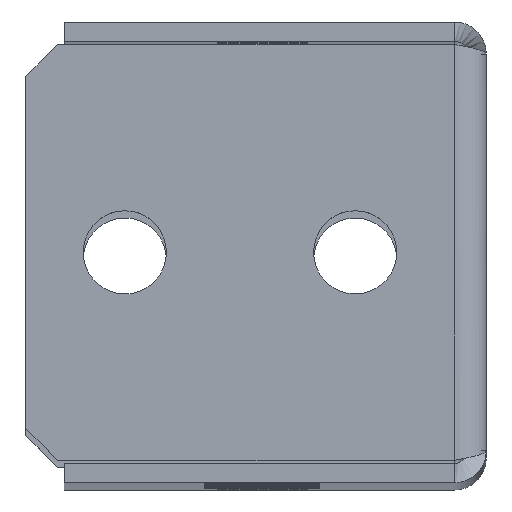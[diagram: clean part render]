
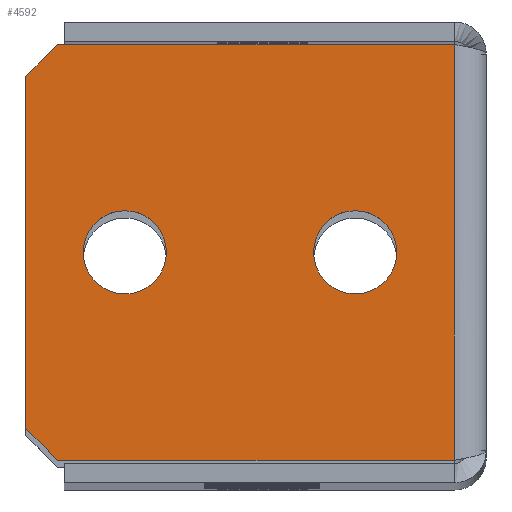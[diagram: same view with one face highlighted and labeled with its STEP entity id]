
A CAD part, top view. The second image highlights one B-rep face of the part: STEP entity #4592.
In plain terms, the highlighted planar face has unit normal (0, 0, 1).
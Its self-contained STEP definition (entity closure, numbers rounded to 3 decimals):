
#125 = CARTESIAN_POINT ( 'NONE',  ( 1.5, -18., 326.5 ) ) ;
#306 = AXIS2_PLACEMENT_3D ( 'NONE', #4800, #5120, #5304 ) ;
#494 = LINE ( 'NONE', #897, #3692 ) ;
#555 = PLANE ( 'NONE',  #4300 ) ;
#800 = VECTOR ( 'NONE', #1678, 1000. ) ;
#841 = EDGE_CURVE ( 'NONE', #4695, #4302, #6199, .T. ) ;
#897 = CARTESIAN_POINT ( 'NONE',  ( 30.5, -1.75, 326.5 ) ) ;
#936 = ORIENTED_EDGE ( 'NONE', *, *, #4037, .T. ) ;
#962 = DIRECTION ( 'NONE',  ( -1., 0., 0. ) ) ;
#1531 = EDGE_CURVE ( 'NONE', #2929, #4302, #1939, .T. ) ;
#1574 = CARTESIAN_POINT ( 'NONE',  ( 30.5, -34.25, 326.5 ) ) ;
#1629 = EDGE_LOOP ( 'NONE', ( #3203 ) ) ;
#1652 = CARTESIAN_POINT ( 'NONE',  ( 0.625, -0.625, 326.5 ) ) ;
#1670 = CIRCLE ( 'NONE', #2512, 3.25 ) ;
#1678 = DIRECTION ( 'NONE',  ( -0.707, -0.707, 0. ) ) ;
#1778 = CARTESIAN_POINT ( 'NONE',  ( 30.5, -1.75, 326.5 ) ) ;
#1899 = DIRECTION ( 'NONE',  ( 0.707, -0.707, 0. ) ) ;
#1922 = VECTOR ( 'NONE', #6833, 1000. ) ;
#1939 = LINE ( 'NONE', #5638, #1922 ) ;
#1963 = ORIENTED_EDGE ( 'NONE', *, *, #4828, .F. ) ;
#2096 = DIRECTION ( 'NONE',  ( -1., 0., 0. ) ) ;
#2111 = CARTESIAN_POINT ( 'NONE',  ( -17.375, -17.375, 326.5 ) ) ;
#2140 = ORIENTED_EDGE ( 'NONE', *, *, #5427, .T. ) ;
#2349 = VECTOR ( 'NONE', #3945, 1000. ) ;
#2508 = LINE ( 'NONE', #4453, #2349 ) ;
#2512 = AXIS2_PLACEMENT_3D ( 'NONE', #6754, #6735, #6710 ) ;
#2617 = EDGE_CURVE ( 'NONE', #3563, #3563, #4594, .T. ) ;
#2848 = ORIENTED_EDGE ( 'NONE', *, *, #3159, .T. ) ;
#2929 = VERTEX_POINT ( 'NONE', #1574 ) ;
#2983 = EDGE_CURVE ( 'NONE', #4540, #5568, #5245, .T. ) ;
#3159 = EDGE_CURVE ( 'NONE', #3853, #4540, #494, .T. ) ;
#3203 = ORIENTED_EDGE ( 'NONE', *, *, #2617, .T. ) ;
#3469 = VERTEX_POINT ( 'NONE', #4402 ) ;
#3563 = VERTEX_POINT ( 'NONE', #125 ) ;
#3607 = DIRECTION ( 'NONE',  ( 0., -1., 0. ) ) ;
#3608 = CARTESIAN_POINT ( 'NONE',  ( -0.5, -1.75, 326.5 ) ) ;
#3692 = VECTOR ( 'NONE', #962, 1000. ) ;
#3702 = FACE_OUTER_BOUND ( 'NONE', #5641, .T. ) ;
#3784 = FACE_BOUND ( 'NONE', #1629, .T. ) ;
#3798 = FACE_BOUND ( 'NONE', #3895, .T. ) ;
#3853 = VERTEX_POINT ( 'NONE', #1778 ) ;
#3895 = EDGE_LOOP ( 'NONE', ( #2140 ) ) ;
#3945 = DIRECTION ( 'NONE',  ( 0., -1., 0. ) ) ;
#4037 = EDGE_CURVE ( 'NONE', #5568, #4695, #4334, .T. ) ;
#4300 = AXIS2_PLACEMENT_3D ( 'NONE', #6384, #6598, #2096 ) ;
#4302 = VERTEX_POINT ( 'NONE', #5555 ) ;
#4334 = LINE ( 'NONE', #6237, #5846 ) ;
#4402 = CARTESIAN_POINT ( 'NONE',  ( 19.5, -18., 326.5 ) ) ;
#4453 = CARTESIAN_POINT ( 'NONE',  ( 30.5, -33.5, 326.5 ) ) ;
#4540 = VERTEX_POINT ( 'NONE', #3608 ) ;
#4556 = ORIENTED_EDGE ( 'NONE', *, *, #2983, .T. ) ;
#4592 = ADVANCED_FACE ( 'NONE', ( #3798, #3784, #3702 ), #555, .F. ) ;
#4594 = CIRCLE ( 'NONE', #306, 3.25 ) ;
#4695 = VERTEX_POINT ( 'NONE', #5558 ) ;
#4800 = CARTESIAN_POINT ( 'NONE',  ( 4.75, -18., 326.5 ) ) ;
#4828 = EDGE_CURVE ( 'NONE', #3853, #2929, #2508, .T. ) ;
#5120 = DIRECTION ( 'NONE',  ( 0., 0., -1. ) ) ;
#5245 = LINE ( 'NONE', #1652, #800 ) ;
#5304 = DIRECTION ( 'NONE',  ( -1., 0., 0. ) ) ;
#5427 = EDGE_CURVE ( 'NONE', #3469, #3469, #1670, .T. ) ;
#5469 = CARTESIAN_POINT ( 'NONE',  ( -3., -4.25, 326.5 ) ) ;
#5555 = CARTESIAN_POINT ( 'NONE',  ( -0.5, -34.25, 326.5 ) ) ;
#5558 = CARTESIAN_POINT ( 'NONE',  ( -3., -31.75, 326.5 ) ) ;
#5568 = VERTEX_POINT ( 'NONE', #5469 ) ;
#5638 = CARTESIAN_POINT ( 'NONE',  ( 30.5, -34.25, 326.5 ) ) ;
#5641 = EDGE_LOOP ( 'NONE', ( #4556, #936, #6099, #6592, #1963, #2848 ) ) ;
#5846 = VECTOR ( 'NONE', #3607, 1000. ) ;
#6099 = ORIENTED_EDGE ( 'NONE', *, *, #841, .T. ) ;
#6199 = LINE ( 'NONE', #2111, #6548 ) ;
#6237 = CARTESIAN_POINT ( 'NONE',  ( -3., 0., 326.5 ) ) ;
#6384 = CARTESIAN_POINT ( 'NONE',  ( 0., 0., 326.5 ) ) ;
#6548 = VECTOR ( 'NONE', #1899, 1000. ) ;
#6592 = ORIENTED_EDGE ( 'NONE', *, *, #1531, .F. ) ;
#6598 = DIRECTION ( 'NONE',  ( 0., 0., -1. ) ) ;
#6710 = DIRECTION ( 'NONE',  ( -1., 0., 0. ) ) ;
#6735 = DIRECTION ( 'NONE',  ( 0., 0., -1. ) ) ;
#6754 = CARTESIAN_POINT ( 'NONE',  ( 22.75, -18., 326.5 ) ) ;
#6833 = DIRECTION ( 'NONE',  ( -1., 0., 0. ) ) ;
